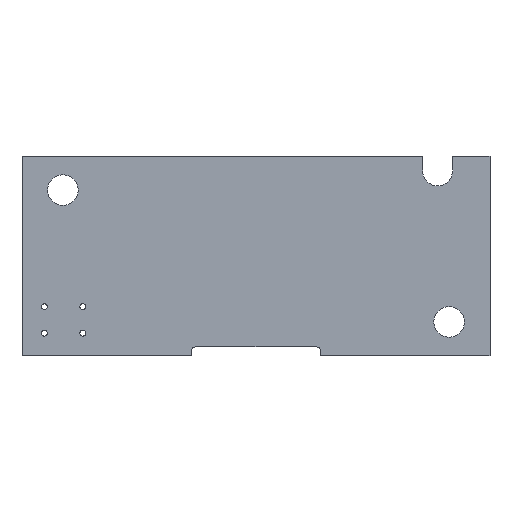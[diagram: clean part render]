
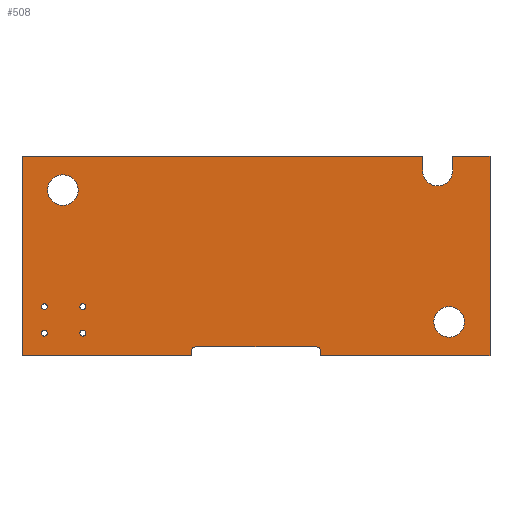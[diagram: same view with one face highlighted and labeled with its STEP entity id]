
A CAD part, front view. The second image highlights one B-rep face of the part: STEP entity #508.
In plain terms, the highlighted planar face has unit normal (0, -1, 0).
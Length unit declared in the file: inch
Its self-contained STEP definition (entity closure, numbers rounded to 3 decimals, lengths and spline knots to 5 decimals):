
#21=FACE_BOUND('',#90,.T.);
#22=FACE_BOUND('',#91,.T.);
#23=FACE_BOUND('',#92,.T.);
#24=FACE_BOUND('',#93,.T.);
#25=FACE_BOUND('',#94,.T.);
#26=FACE_BOUND('',#95,.T.);
#39=PLANE('',#580);
#61=FACE_OUTER_BOUND('',#89,.T.);
#89=EDGE_LOOP('',(#452,#453,#454,#455,#456,#457,#458,#459,#460,#461,#462,
#463,#464,#465));
#90=EDGE_LOOP('',(#466,#467));
#91=EDGE_LOOP('',(#468,#469));
#92=EDGE_LOOP('',(#470,#471));
#93=EDGE_LOOP('',(#472,#473));
#94=EDGE_LOOP('',(#474,#475));
#95=EDGE_LOOP('',(#476,#477));
#103=LINE('',#795,#145);
#109=LINE('',#807,#151);
#120=LINE('',#835,#162);
#122=LINE('',#839,#164);
#125=LINE('',#847,#167);
#127=LINE('',#851,#169);
#129=LINE('',#855,#171);
#131=LINE('',#858,#173);
#133=LINE('',#865,#175);
#135=LINE('',#871,#177);
#137=LINE('',#874,#179);
#145=VECTOR('',#652,0.02781);
#151=VECTOR('',#660,0.02781);
#162=VECTOR('',#681,2.675);
#164=VECTOR('',#685,0.0975);
#167=VECTOR('',#694,0.0975);
#169=VECTOR('',#698,0.25);
#171=VECTOR('',#702,1.33);
#173=VECTOR('',#706,1.12943);
#175=VECTOR('',#714,0.80364);
#177=VECTOR('',#722,1.12943);
#179=VECTOR('',#726,1.33);
#180=CIRCLE('',#530,0.10236);
#183=CIRCLE('',#533,0.10236);
#184=CIRCLE('',#535,0.10236);
#187=CIRCLE('',#538,0.10236);
#188=CIRCLE('',#540,0.0195);
#191=CIRCLE('',#543,0.0195);
#192=CIRCLE('',#545,0.0195);
#195=CIRCLE('',#548,0.0195);
#196=CIRCLE('',#550,0.0195);
#199=CIRCLE('',#553,0.0195);
#200=CIRCLE('',#555,0.0195);
#203=CIRCLE('',#558,0.0195);
#207=CIRCLE('',#568,0.1);
#208=CIRCLE('',#574,0.03125);
#209=CIRCLE('',#577,0.03125);
#210=VERTEX_POINT('',#731);
#211=VERTEX_POINT('',#732);
#214=VERTEX_POINT('',#741);
#215=VERTEX_POINT('',#742);
#218=VERTEX_POINT('',#751);
#219=VERTEX_POINT('',#752);
#222=VERTEX_POINT('',#761);
#223=VERTEX_POINT('',#762);
#226=VERTEX_POINT('',#771);
#227=VERTEX_POINT('',#772);
#230=VERTEX_POINT('',#781);
#231=VERTEX_POINT('',#782);
#234=VERTEX_POINT('',#791);
#236=VERTEX_POINT('',#794);
#239=VERTEX_POINT('',#801);
#241=VERTEX_POINT('',#805);
#252=VERTEX_POINT('',#832);
#253=VERTEX_POINT('',#834);
#254=VERTEX_POINT('',#838);
#255=VERTEX_POINT('',#842);
#256=VERTEX_POINT('',#846);
#257=VERTEX_POINT('',#850);
#258=VERTEX_POINT('',#854);
#259=VERTEX_POINT('',#860);
#260=VERTEX_POINT('',#864);
#261=VERTEX_POINT('',#870);
#262=EDGE_CURVE('',#210,#211,#180,.T.);
#266=EDGE_CURVE('',#211,#210,#183,.T.);
#267=EDGE_CURVE('',#214,#215,#184,.T.);
#271=EDGE_CURVE('',#215,#214,#187,.T.);
#272=EDGE_CURVE('',#218,#219,#188,.T.);
#276=EDGE_CURVE('',#219,#218,#191,.T.);
#277=EDGE_CURVE('',#222,#223,#192,.T.);
#281=EDGE_CURVE('',#223,#222,#195,.T.);
#282=EDGE_CURVE('',#226,#227,#196,.T.);
#286=EDGE_CURVE('',#227,#226,#199,.T.);
#287=EDGE_CURVE('',#230,#231,#200,.T.);
#291=EDGE_CURVE('',#231,#230,#203,.T.);
#293=EDGE_CURVE('',#236,#234,#103,.T.);
#299=EDGE_CURVE('',#239,#241,#109,.T.);
#313=EDGE_CURVE('',#252,#253,#120,.T.);
#315=EDGE_CURVE('',#253,#254,#122,.T.);
#317=EDGE_CURVE('',#254,#255,#207,.T.);
#319=EDGE_CURVE('',#255,#256,#125,.T.);
#321=EDGE_CURVE('',#256,#257,#127,.T.);
#323=EDGE_CURVE('',#257,#258,#129,.T.);
#325=EDGE_CURVE('',#258,#234,#131,.T.);
#326=EDGE_CURVE('',#236,#259,#208,.T.);
#328=EDGE_CURVE('',#259,#260,#133,.T.);
#330=EDGE_CURVE('',#260,#241,#209,.T.);
#331=EDGE_CURVE('',#239,#261,#135,.T.);
#333=EDGE_CURVE('',#261,#252,#137,.T.);
#452=ORIENTED_EDGE('',*,*,#331,.F.);
#453=ORIENTED_EDGE('',*,*,#299,.T.);
#454=ORIENTED_EDGE('',*,*,#330,.F.);
#455=ORIENTED_EDGE('',*,*,#328,.F.);
#456=ORIENTED_EDGE('',*,*,#326,.F.);
#457=ORIENTED_EDGE('',*,*,#293,.T.);
#458=ORIENTED_EDGE('',*,*,#325,.F.);
#459=ORIENTED_EDGE('',*,*,#323,.F.);
#460=ORIENTED_EDGE('',*,*,#321,.F.);
#461=ORIENTED_EDGE('',*,*,#319,.F.);
#462=ORIENTED_EDGE('',*,*,#317,.F.);
#463=ORIENTED_EDGE('',*,*,#315,.F.);
#464=ORIENTED_EDGE('',*,*,#313,.F.);
#465=ORIENTED_EDGE('',*,*,#333,.F.);
#466=ORIENTED_EDGE('',*,*,#262,.F.);
#467=ORIENTED_EDGE('',*,*,#266,.F.);
#468=ORIENTED_EDGE('',*,*,#267,.F.);
#469=ORIENTED_EDGE('',*,*,#271,.F.);
#470=ORIENTED_EDGE('',*,*,#272,.F.);
#471=ORIENTED_EDGE('',*,*,#276,.F.);
#472=ORIENTED_EDGE('',*,*,#277,.F.);
#473=ORIENTED_EDGE('',*,*,#281,.F.);
#474=ORIENTED_EDGE('',*,*,#282,.F.);
#475=ORIENTED_EDGE('',*,*,#286,.F.);
#476=ORIENTED_EDGE('',*,*,#287,.F.);
#477=ORIENTED_EDGE('',*,*,#291,.F.);
#508=ADVANCED_FACE('',(#61,#21,#22,#23,#24,#25,#26),#39,.F.);
#530=AXIS2_PLACEMENT_3D('',#733,#585,#586);
#533=AXIS2_PLACEMENT_3D('',#739,#592,#593);
#535=AXIS2_PLACEMENT_3D('',#743,#596,#597);
#538=AXIS2_PLACEMENT_3D('',#749,#603,#604);
#540=AXIS2_PLACEMENT_3D('',#753,#607,#608);
#543=AXIS2_PLACEMENT_3D('',#759,#614,#615);
#545=AXIS2_PLACEMENT_3D('',#763,#618,#619);
#548=AXIS2_PLACEMENT_3D('',#769,#625,#626);
#550=AXIS2_PLACEMENT_3D('',#773,#629,#630);
#553=AXIS2_PLACEMENT_3D('',#779,#636,#637);
#555=AXIS2_PLACEMENT_3D('',#783,#640,#641);
#558=AXIS2_PLACEMENT_3D('',#789,#647,#648);
#568=AXIS2_PLACEMENT_3D('',#843,#689,#690);
#574=AXIS2_PLACEMENT_3D('',#861,#709,#710);
#577=AXIS2_PLACEMENT_3D('',#868,#718,#719);
#580=AXIS2_PLACEMENT_3D('',#875,#727,#728);
#585=DIRECTION('center_axis',(0.,-1.,0.));
#586=DIRECTION('ref_axis',(0.,0.,1.));
#592=DIRECTION('center_axis',(0.,-1.,0.));
#593=DIRECTION('ref_axis',(0.,0.,1.));
#596=DIRECTION('center_axis',(0.,-1.,0.));
#597=DIRECTION('ref_axis',(0.,0.,1.));
#603=DIRECTION('center_axis',(0.,-1.,0.));
#604=DIRECTION('ref_axis',(0.,0.,1.));
#607=DIRECTION('center_axis',(0.,-1.,0.));
#608=DIRECTION('ref_axis',(0.,0.,1.));
#614=DIRECTION('center_axis',(0.,-1.,0.));
#615=DIRECTION('ref_axis',(0.,0.,1.));
#618=DIRECTION('center_axis',(0.,-1.,0.));
#619=DIRECTION('ref_axis',(0.,0.,1.));
#625=DIRECTION('center_axis',(0.,-1.,0.));
#626=DIRECTION('ref_axis',(0.,0.,1.));
#629=DIRECTION('center_axis',(0.,-1.,0.));
#630=DIRECTION('ref_axis',(0.,0.,1.));
#636=DIRECTION('center_axis',(0.,-1.,0.));
#637=DIRECTION('ref_axis',(0.,0.,1.));
#640=DIRECTION('center_axis',(0.,-1.,0.));
#641=DIRECTION('ref_axis',(0.,0.,1.));
#647=DIRECTION('center_axis',(0.,-1.,0.));
#648=DIRECTION('ref_axis',(0.,0.,1.));
#652=DIRECTION('',(0.,0.,-1.));
#660=DIRECTION('',(0.,0.,1.));
#681=DIRECTION('',(1.,0.,0.));
#685=DIRECTION('',(0.,0.,-1.));
#689=DIRECTION('center_axis',(0.,-1.,0.));
#690=DIRECTION('ref_axis',(0.,0.,1.));
#694=DIRECTION('',(0.,0.,1.));
#698=DIRECTION('',(1.,0.,0.));
#702=DIRECTION('',(0.,0.,-1.));
#706=DIRECTION('',(-1.,0.,0.));
#709=DIRECTION('center_axis',(0.,-1.,0.));
#710=DIRECTION('ref_axis',(0.,0.,-1.));
#714=DIRECTION('',(-1.,0.,0.));
#718=DIRECTION('center_axis',(0.,-1.,0.));
#719=DIRECTION('ref_axis',(0.,0.,-1.));
#722=DIRECTION('',(-1.,0.,0.));
#726=DIRECTION('',(0.,0.,1.));
#727=DIRECTION('center_axis',(0.,1.,0.));
#728=DIRECTION('ref_axis',(0.,0.,1.));
#731=CARTESIAN_POINT('',(-1.29,-0.062,0.54236));
#732=CARTESIAN_POINT('',(-1.29,-0.062,0.33764));
#733=CARTESIAN_POINT('Origin',(-1.29,-0.062,0.44));
#739=CARTESIAN_POINT('Origin',(-1.29,-0.062,0.44));
#741=CARTESIAN_POINT('',(1.29,-0.062,-0.33764));
#742=CARTESIAN_POINT('',(1.29,-0.062,-0.54236));
#743=CARTESIAN_POINT('Origin',(1.29,-0.062,-0.44));
#749=CARTESIAN_POINT('Origin',(1.29,-0.062,-0.44));
#751=CARTESIAN_POINT('',(-1.1565,-0.062,-0.4955));
#752=CARTESIAN_POINT('',(-1.1565,-0.062,-0.5345));
#753=CARTESIAN_POINT('Origin',(-1.1565,-0.062,-0.515));
#759=CARTESIAN_POINT('Origin',(-1.1565,-0.062,-0.515));
#761=CARTESIAN_POINT('',(-1.4125,-0.062,-0.4955));
#762=CARTESIAN_POINT('',(-1.4125,-0.062,-0.5345));
#763=CARTESIAN_POINT('Origin',(-1.4125,-0.062,-0.515));
#769=CARTESIAN_POINT('Origin',(-1.4125,-0.062,-0.515));
#771=CARTESIAN_POINT('',(-1.4125,-0.062,-0.3185));
#772=CARTESIAN_POINT('',(-1.4125,-0.062,-0.3575));
#773=CARTESIAN_POINT('Origin',(-1.4125,-0.062,-0.338));
#779=CARTESIAN_POINT('Origin',(-1.4125,-0.062,-0.338));
#781=CARTESIAN_POINT('',(-1.1565,-0.062,-0.3185));
#782=CARTESIAN_POINT('',(-1.1565,-0.062,-0.3575));
#783=CARTESIAN_POINT('Origin',(-1.1565,-0.062,-0.338));
#789=CARTESIAN_POINT('Origin',(-1.1565,-0.062,-0.338));
#791=CARTESIAN_POINT('',(0.43307,-0.062,-0.665));
#794=CARTESIAN_POINT('',(0.43307,-0.062,-0.63719));
#795=CARTESIAN_POINT('',(0.43307,-0.062,-0.63719));
#801=CARTESIAN_POINT('',(-0.43307,-0.062,-0.665));
#805=CARTESIAN_POINT('',(-0.43307,-0.062,-0.63719));
#807=CARTESIAN_POINT('',(-0.43307,-0.062,-0.665));
#832=CARTESIAN_POINT('',(-1.5625,-0.062,0.665));
#834=CARTESIAN_POINT('',(1.1125,-0.062,0.665));
#835=CARTESIAN_POINT('',(-1.5625,-0.062,0.665));
#838=CARTESIAN_POINT('',(1.1125,-0.062,0.5675));
#839=CARTESIAN_POINT('',(1.1125,-0.062,0.665));
#842=CARTESIAN_POINT('',(1.3125,-0.062,0.5675));
#843=CARTESIAN_POINT('Origin',(1.2125,-0.062,0.5675));
#846=CARTESIAN_POINT('',(1.3125,-0.062,0.665));
#847=CARTESIAN_POINT('',(1.3125,-0.062,0.5675));
#850=CARTESIAN_POINT('',(1.5625,-0.062,0.665));
#851=CARTESIAN_POINT('',(1.3125,-0.062,0.665));
#854=CARTESIAN_POINT('',(1.5625,-0.062,-0.665));
#855=CARTESIAN_POINT('',(1.5625,-0.062,0.665));
#858=CARTESIAN_POINT('',(1.5625,-0.062,-0.665));
#860=CARTESIAN_POINT('',(0.40182,-0.062,-0.60594));
#861=CARTESIAN_POINT('Origin',(0.40182,-0.062,-0.63719));
#864=CARTESIAN_POINT('',(-0.40182,-0.062,-0.60594));
#865=CARTESIAN_POINT('',(0.40182,-0.062,-0.60594));
#868=CARTESIAN_POINT('Origin',(-0.40182,-0.062,-0.63719));
#870=CARTESIAN_POINT('',(-1.5625,-0.062,-0.665));
#871=CARTESIAN_POINT('',(-0.43307,-0.062,-0.665));
#874=CARTESIAN_POINT('',(-1.5625,-0.062,-0.665));
#875=CARTESIAN_POINT('Origin',(-1.5625,-0.062,0.665));
